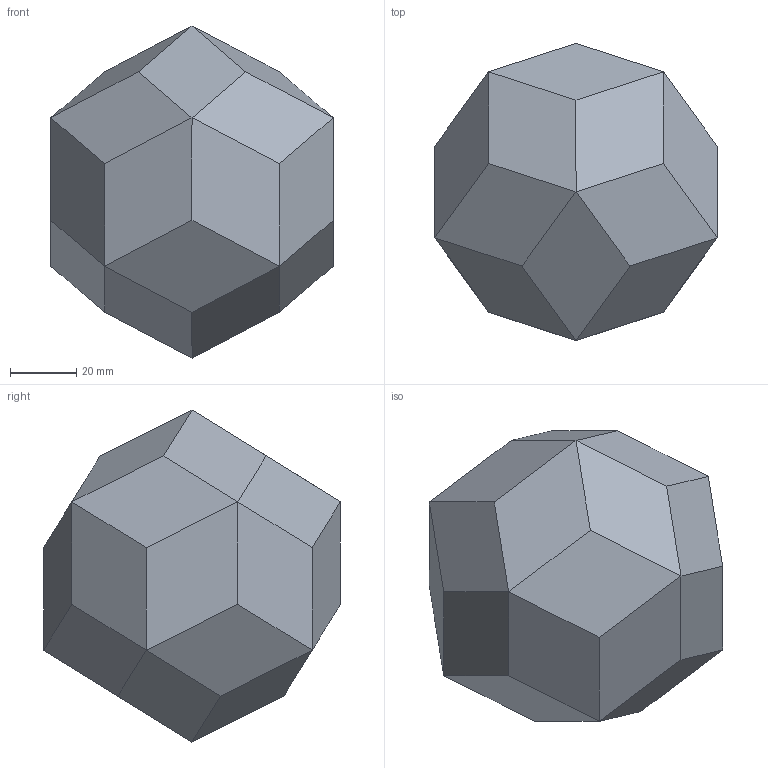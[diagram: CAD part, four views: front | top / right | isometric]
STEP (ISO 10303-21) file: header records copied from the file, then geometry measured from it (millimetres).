
FILE_DESCRIPTION (( 'STEP AP214' ), '1' );
FILE_NAME ('rhombic_triacontahedron.step', '2020-02-07T11:29:36', ( '' ), ( '' ), 'SwSTEP 2.0', 'SolidWorks 2019', '' );
FILE_SCHEMA (( 'AUTOMOTIVE_DESIGN' ));
Length unit declared in the file: millimetre
Products named in the file (1): rhombic_triacontahedron
Bounding box: 85.07 x 89.44 x 100 mm (x, y, z)
Volume: 363271.3 mm3; surface area: 25623.1 mm2
Topology: 1 solids, 1 shells, 30 faces, 60 edges, 32 vertices
Faces by surface type: bspline 30
Entity records: 1186 total; most frequent: CARTESIAN_POINT 753, ORIENTED_EDGE 120, B_SPLINE_CURVE_WITH_KNOTS 60, EDGE_CURVE 60, VERTEX_POINT 32, EDGE_LOOP 30, ADVANCED_FACE 30, B_SPLINE_SURFACE_WITH_KNOTS 30
